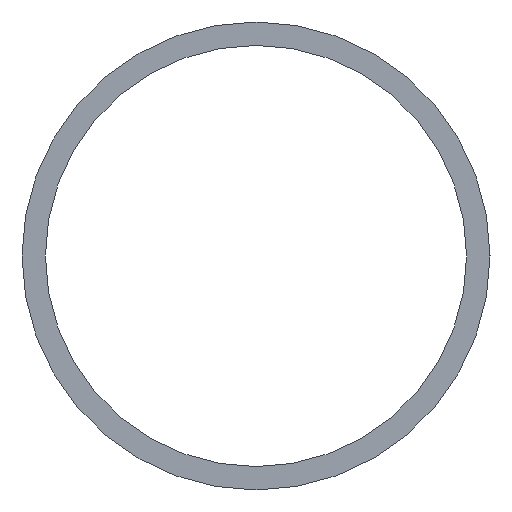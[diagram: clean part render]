
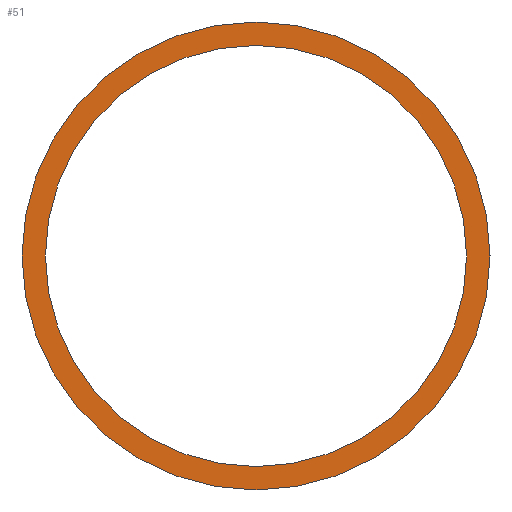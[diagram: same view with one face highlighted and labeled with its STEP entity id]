
A CAD part, left-side view. The second image highlights one B-rep face of the part: STEP entity #51.
In plain terms, the highlighted planar face has unit normal (-1, 0, 0).
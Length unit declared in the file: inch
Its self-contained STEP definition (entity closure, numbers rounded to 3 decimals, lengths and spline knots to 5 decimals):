
#3 = DIRECTION ( 'NONE',  ( 1., 0., 0. ) ) ;
#6 = VERTEX_POINT ( 'NONE', #115 ) ;
#7 = EDGE_CURVE ( 'NONE', #6, #179, #165, .T. ) ;
#25 = FACE_BOUND ( 'NONE', #176, .T. ) ;
#31 = DIRECTION ( 'NONE',  ( 0., 0., -1. ) ) ;
#34 = CARTESIAN_POINT ( 'NONE',  ( -23.5, 0., 0. ) ) ;
#40 = FACE_OUTER_BOUND ( 'NONE', #131, .T. ) ;
#45 = VERTEX_POINT ( 'NONE', #190 ) ;
#50 = CARTESIAN_POINT ( 'NONE',  ( -23.5, 0., 0. ) ) ;
#51 = ADVANCED_FACE ( 'NONE', ( #40, #25 ), #201, .F. ) ;
#64 = AXIS2_PLACEMENT_3D ( 'NONE', #181, #216, #88 ) ;
#79 = ORIENTED_EDGE ( 'NONE', *, *, #7, .T. ) ;
#82 = CARTESIAN_POINT ( 'NONE',  ( -23.5, 0., 0. ) ) ;
#87 = DIRECTION ( 'NONE',  ( 0., 0., -1. ) ) ;
#88 = DIRECTION ( 'NONE',  ( 0., 0., -1. ) ) ;
#92 = EDGE_CURVE ( 'NONE', #45, #193, #161, .T. ) ;
#93 = ORIENTED_EDGE ( 'NONE', *, *, #121, .T. ) ;
#95 = AXIS2_PLACEMENT_3D ( 'NONE', #34, #3, #139 ) ;
#108 = CARTESIAN_POINT ( 'NONE',  ( -23.5, 0., -0.5625 ) ) ;
#115 = CARTESIAN_POINT ( 'NONE',  ( -23.5, 0., 0.5625 ) ) ;
#116 = ORIENTED_EDGE ( 'NONE', *, *, #217, .F. ) ;
#121 = EDGE_CURVE ( 'NONE', #179, #6, #196, .T. ) ;
#126 = CARTESIAN_POINT ( 'NONE',  ( -23.5, 0., -0.625 ) ) ;
#127 = CIRCLE ( 'NONE', #95, 0.625 ) ;
#131 = EDGE_LOOP ( 'NONE', ( #162, #116 ) ) ;
#134 = AXIS2_PLACEMENT_3D ( 'NONE', #50, #173, #87 ) ;
#139 = DIRECTION ( 'NONE',  ( 0., 0., -1. ) ) ;
#149 = DIRECTION ( 'NONE',  ( 0., 0., -1. ) ) ;
#152 = AXIS2_PLACEMENT_3D ( 'NONE', #168, #170, #31 ) ;
#161 = CIRCLE ( 'NONE', #64, 0.625 ) ;
#162 = ORIENTED_EDGE ( 'NONE', *, *, #92, .F. ) ;
#165 = CIRCLE ( 'NONE', #169, 0.5625 ) ;
#168 = CARTESIAN_POINT ( 'NONE',  ( -23.5, 0., 0. ) ) ;
#169 = AXIS2_PLACEMENT_3D ( 'NONE', #82, #195, #149 ) ;
#170 = DIRECTION ( 'NONE',  ( 1., 0., 0. ) ) ;
#173 = DIRECTION ( 'NONE',  ( 1., 0., 0. ) ) ;
#176 = EDGE_LOOP ( 'NONE', ( #79, #93 ) ) ;
#179 = VERTEX_POINT ( 'NONE', #108 ) ;
#181 = CARTESIAN_POINT ( 'NONE',  ( -23.5, 0., 0. ) ) ;
#190 = CARTESIAN_POINT ( 'NONE',  ( -23.5, 0., 0.625 ) ) ;
#193 = VERTEX_POINT ( 'NONE', #126 ) ;
#195 = DIRECTION ( 'NONE',  ( 1., 0., 0. ) ) ;
#196 = CIRCLE ( 'NONE', #152, 0.5625 ) ;
#201 = PLANE ( 'NONE',  #134 ) ;
#216 = DIRECTION ( 'NONE',  ( 1., 0., 0. ) ) ;
#217 = EDGE_CURVE ( 'NONE', #193, #45, #127, .T. ) ;
